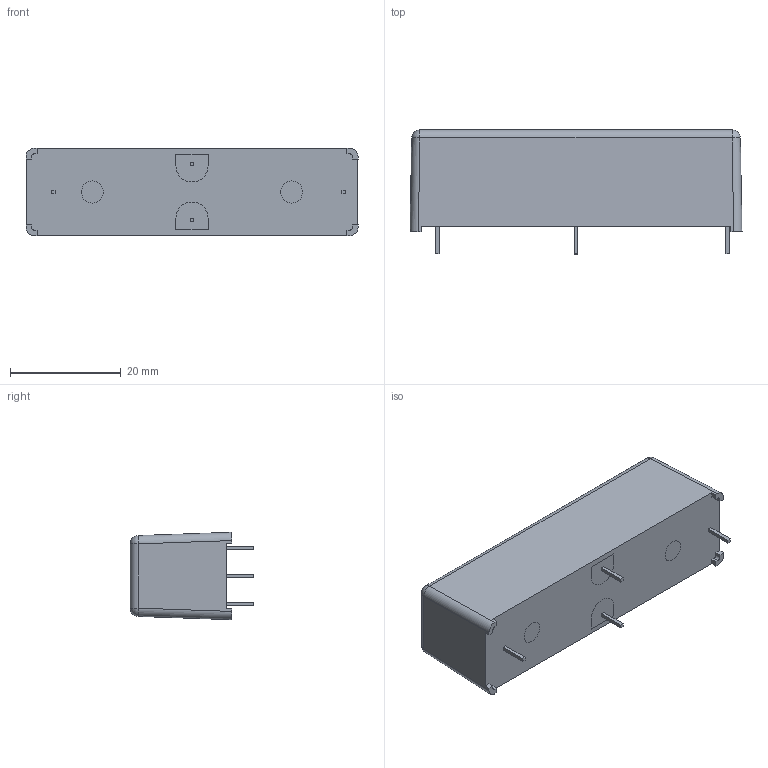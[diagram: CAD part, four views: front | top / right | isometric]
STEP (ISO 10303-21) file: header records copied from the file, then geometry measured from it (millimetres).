
FILE_DESCRIPTION(('FreeCAD Model'),'2;1');
FILE_NAME('Open CASCADE Shape Model','2024-09-02T23:22:15',(''),(''), 'Open CASCADE STEP processor 7.7','FreeCAD','Unknown');
FILE_SCHEMA(('AUTOMOTIVE_DESIGN { 1 0 10303 214 1 1 1 1 }'));
Length unit declared in the file: millimetre
Products named in the file (10): DBT72419; DBT72410; DBT72411; DBT72412; DBT72413; DBT72414; DBT72415; DBT72416; DBT72417; DBT72418
Assembly tree (9 placements, depth 2):
  DBT72419
    DBT72410
    DBT72411
    DBT72412
    DBT72413
    DBT72414
    DBT72415
    DBT72416
    DBT72417
    DBT72418
Bounding box: 60 x 22.4 x 15.8 mm (x, y, z)
Volume: 15616.9 mm3; surface area: 4723.3 mm2
Topology: 9 solids, 9 shells, 394 faces, 1018 edges, 672 vertices
Faces by surface type: plane 270, bspline 98, cylinder 22, sphere 4
Entity records: 19027 total; most frequent: CARTESIAN_POINT 7848, ORIENTED_EDGE 2028, DIRECTION 1466, EDGE_CURVE 1014, LINE 774, VECTOR 774, VERTEX_POINT 672, FACE_BOUND 428
